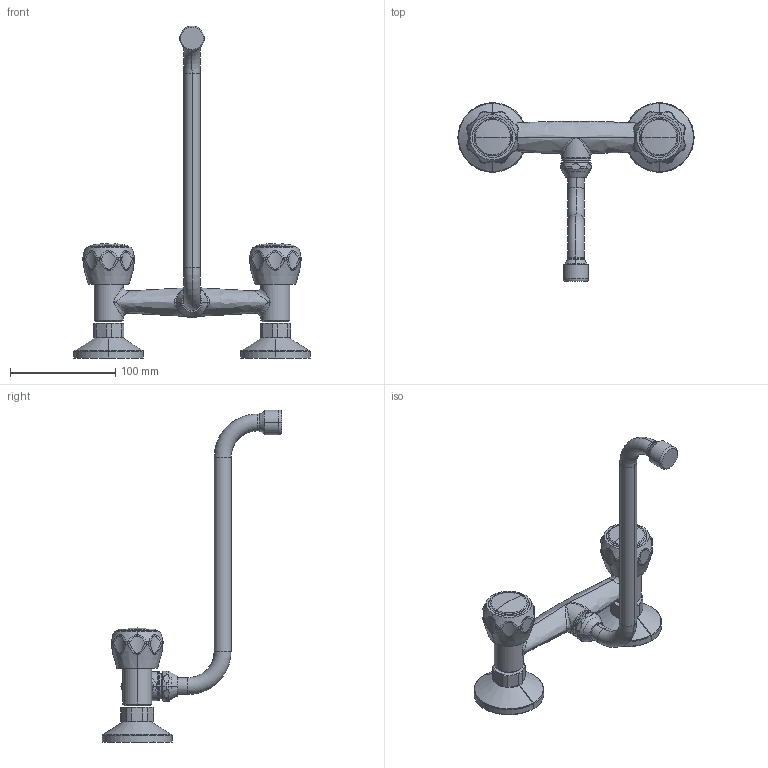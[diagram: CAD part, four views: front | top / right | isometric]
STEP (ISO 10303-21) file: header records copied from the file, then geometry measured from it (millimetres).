
FILE_DESCRIPTION((''),'2;1');
FILE_NAME('DA162CR','2021-11-09T13:14:53',('ut3'),('PAFFONI SpA'),'CREO PARAMETRIC BY PTC INC, 2020044','CREO PARAMETRIC BY PTC INC, 2020044','');
FILE_SCHEMA(('CONFIG_CONTROL_DESIGN','SHAPE_APPEARANCE_LAYERS_GROUPS'));
Length unit declared in the file: millimetre
Products named in the file (1): DA162CR
Bounding box: 224 x 169.9 x 314.8 mm (x, y, z)
Volume: 263654.6 mm3; surface area: 108749.8 mm2
Topology: 3 solids, 3 shells, 513 faces, 1140 edges, 680 vertices
Faces by surface type: cylinder 150, torus 98, bspline 98, plane 91, cone 72, sphere 4
Entity records: 29556 total; most frequent: CARTESIAN_POINT 14942, DIRECTION 2280, ORIENTED_EDGE 2272, EDGE_CURVE 1136, AXIS2_PLACEMENT_3D 1031, VERTEX_POINT 680, CIRCLE 616, EDGE_LOOP 566
